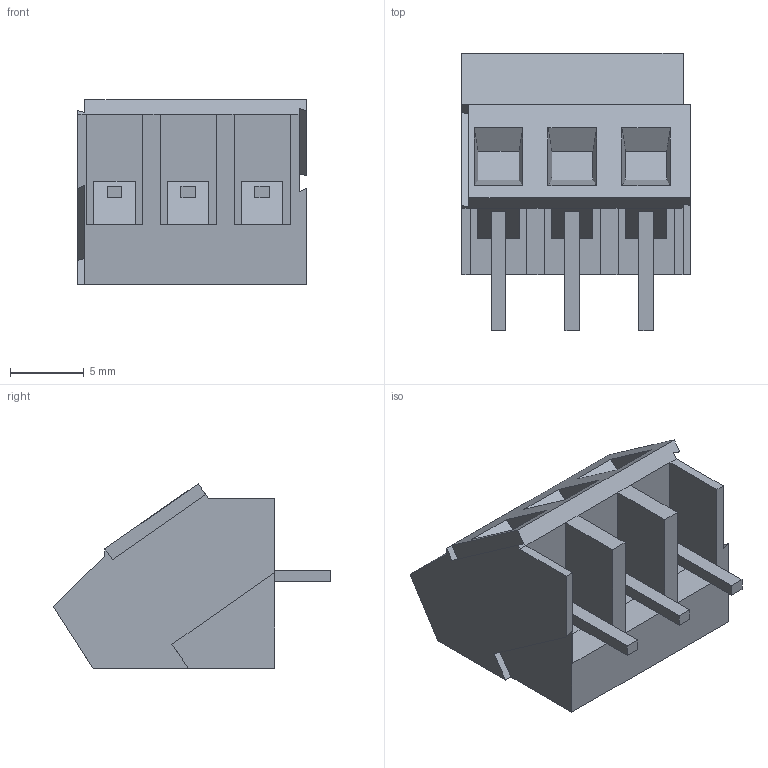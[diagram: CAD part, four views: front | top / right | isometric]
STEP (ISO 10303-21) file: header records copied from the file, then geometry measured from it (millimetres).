
FILE_DESCRIPTION((''),'2;1');
FILE_NAME('C-0796690-03-3','2007-09-02T',('workeradm'),('Tyco Electronics Corporation'),'PRO/ENGINEER BY PARAMETRIC TECHNOLOGY CORPORATION, 2005450','PRO/ENGINEER BY PARAMETRIC TECHNOLOGY CORPORATION, 2005450','');
FILE_SCHEMA(('CONFIG_CONTROL_DESIGN', 'GEOMETRIC_VALIDATION_PROPERTIES_MIM'));
Length unit declared in the file: millimetre
Products named in the file (1): C-0796690-03-3
Bounding box: 15.5 x 18.8 x 12.5 mm (x, y, z)
Volume: 1669.9 mm3; surface area: 1392.9 mm2
Topology: 1 solids, 1 shells, 85 faces, 214 edges, 140 vertices
Faces by surface type: plane 79, cylinder 6
Entity records: 2625 total; most frequent: CARTESIAN_POINT 440, ORIENTED_EDGE 428, DIRECTION 396, EDGE_CURVE 214, VECTOR 202, LINE 202, VERTEX_POINT 140, AXIS2_PLACEMENT_3D 97
